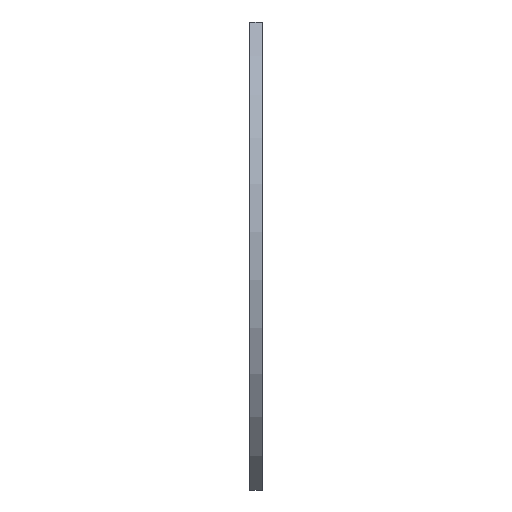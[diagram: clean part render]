
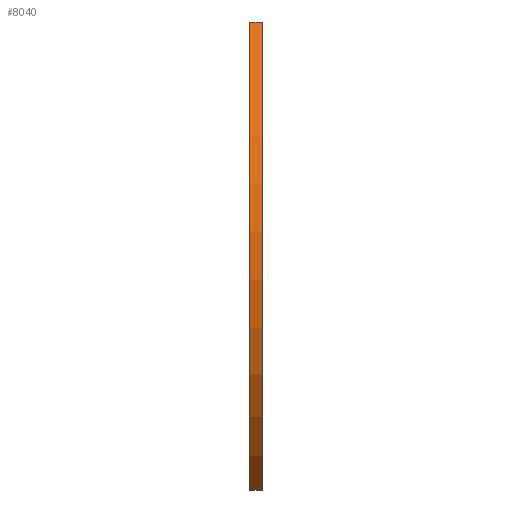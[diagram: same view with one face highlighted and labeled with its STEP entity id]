
A CAD part, left-side view. The second image highlights one B-rep face of the part: STEP entity #8040.
In plain terms, the highlighted cylindrical face has radius 100 mm (diameter 200 mm), a partial arc.
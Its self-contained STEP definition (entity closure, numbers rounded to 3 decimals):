
#760 = EDGE_CURVE ( 'NONE', #8690, #7512, #4692, .T. ) ;
#876 = EDGE_CURVE ( 'NONE', #5761, #14512, #8854, .T. ) ;
#1599 = ORIENTED_EDGE ( 'NONE', *, *, #8681, .T. ) ;
#2112 = CARTESIAN_POINT ( 'NONE',  ( -63.804, 4., -77. ) ) ;
#2658 = CARTESIAN_POINT ( 'NONE',  ( -63.804, 4., 77. ) ) ;
#3010 = EDGE_LOOP ( 'NONE', ( #10731, #5423, #8210, #1599 ) ) ;
#3163 = DIRECTION ( 'NONE',  ( 0., 0., 1. ) ) ;
#4238 = CARTESIAN_POINT ( 'NONE',  ( 0., 4., 0. ) ) ;
#4692 = CIRCLE ( 'NONE', #8600, 100. ) ;
#5423 = ORIENTED_EDGE ( 'NONE', *, *, #15008, .F. ) ;
#5761 = VERTEX_POINT ( 'NONE', #14647 ) ;
#6357 = DIRECTION ( 'NONE',  ( 0., -1., 0. ) ) ;
#6796 = DIRECTION ( 'NONE',  ( 0., -1., 0. ) ) ;
#6916 = CARTESIAN_POINT ( 'NONE',  ( -63.804, 0., 77. ) ) ;
#7418 = LINE ( 'NONE', #2658, #14692 ) ;
#7512 = VERTEX_POINT ( 'NONE', #6916 ) ;
#8040 = ADVANCED_FACE ( 'NONE', ( #8131 ), #10338, .T. ) ;
#8131 = FACE_OUTER_BOUND ( 'NONE', #3010, .T. ) ;
#8210 = ORIENTED_EDGE ( 'NONE', *, *, #876, .F. ) ;
#8600 = AXIS2_PLACEMENT_3D ( 'NONE', #10666, #14161, #9669 ) ;
#8681 = EDGE_CURVE ( 'NONE', #5761, #8690, #11449, .T. ) ;
#8690 = VERTEX_POINT ( 'NONE', #13447 ) ;
#8854 = CIRCLE ( 'NONE', #9344, 100. ) ;
#9057 = DIRECTION ( 'NONE',  ( 0., -1., 0. ) ) ;
#9344 = AXIS2_PLACEMENT_3D ( 'NONE', #4238, #13633, #3163 ) ;
#9669 = DIRECTION ( 'NONE',  ( 0., 0., 1. ) ) ;
#10338 = CYLINDRICAL_SURFACE ( 'NONE', #12145, 100. ) ;
#10666 = CARTESIAN_POINT ( 'NONE',  ( 0., 0., 0. ) ) ;
#10730 = VECTOR ( 'NONE', #6796, 1000. ) ;
#10731 = ORIENTED_EDGE ( 'NONE', *, *, #760, .T. ) ;
#11449 = LINE ( 'NONE', #2112, #10730 ) ;
#11477 = CARTESIAN_POINT ( 'NONE',  ( 0., 4., 0. ) ) ;
#12145 = AXIS2_PLACEMENT_3D ( 'NONE', #11477, #9057, #12758 ) ;
#12758 = DIRECTION ( 'NONE',  ( 0., 0., -1. ) ) ;
#13447 = CARTESIAN_POINT ( 'NONE',  ( -63.804, 0., -77. ) ) ;
#13633 = DIRECTION ( 'NONE',  ( 0., 1., 0. ) ) ;
#14155 = CARTESIAN_POINT ( 'NONE',  ( -63.804, 4., 77. ) ) ;
#14161 = DIRECTION ( 'NONE',  ( 0., 1., 0. ) ) ;
#14512 = VERTEX_POINT ( 'NONE', #14155 ) ;
#14647 = CARTESIAN_POINT ( 'NONE',  ( -63.804, 4., -77. ) ) ;
#14692 = VECTOR ( 'NONE', #6357, 1000. ) ;
#15008 = EDGE_CURVE ( 'NONE', #14512, #7512, #7418, .T. ) ;
